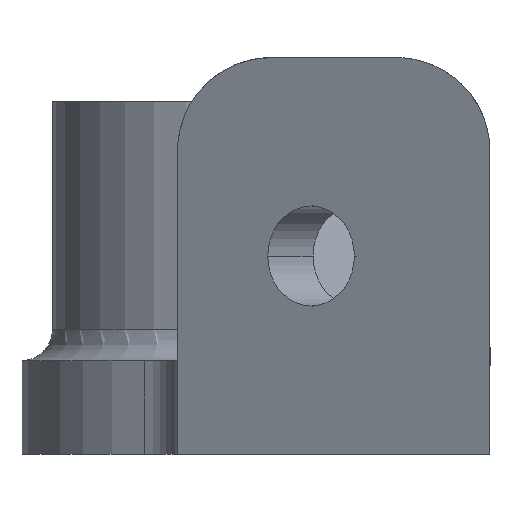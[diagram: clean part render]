
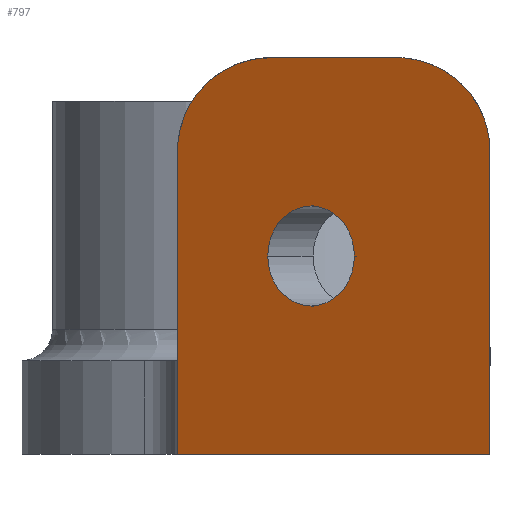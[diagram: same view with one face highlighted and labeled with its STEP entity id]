
A CAD part, left-side view. The second image highlights one B-rep face of the part: STEP entity #797.
In plain terms, the highlighted planar face has unit normal (-0.866, 0.5, 0).
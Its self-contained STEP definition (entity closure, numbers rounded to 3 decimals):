
#37 = ORIENTED_EDGE ( 'NONE', *, *, #954, .T. ) ;
#49 = DIRECTION ( 'NONE',  ( 0.5, 0.866, 0. ) ) ;
#59 = DIRECTION ( 'NONE',  ( 0.866, -0.5, 0. ) ) ;
#63 = CARTESIAN_POINT ( 'NONE',  ( -36.42, -63.081, 12.7 ) ) ;
#69 = CARTESIAN_POINT ( 'NONE',  ( -31.483, -54.531, 0. ) ) ;
#149 = FACE_BOUND ( 'NONE', #208, .T. ) ;
#187 = AXIS2_PLACEMENT_3D ( 'NONE', #572, #568, #566 ) ;
#208 = EDGE_LOOP ( 'NONE', ( #1127, #1182 ) ) ;
#219 = CARTESIAN_POINT ( 'NONE',  ( -43.03, -74.531, 6. ) ) ;
#246 = DIRECTION ( 'NONE',  ( 0., 0., -1. ) ) ;
#263 = CARTESIAN_POINT ( 'NONE',  ( -31.483, -54.531, 6. ) ) ;
#313 = LINE ( 'NONE', #263, #848 ) ;
#333 = DIRECTION ( 'NONE',  ( 0., 0., -1. ) ) ;
#337 = CARTESIAN_POINT ( 'NONE',  ( -34.947, -60.531, 25.4 ) ) ;
#351 = CIRCLE ( 'NONE', #187, 3.2 ) ;
#376 = DIRECTION ( 'NONE',  ( -0.5, -0.866, 0. ) ) ;
#410 = VERTEX_POINT ( 'NONE', #496 ) ;
#466 = LINE ( 'NONE', #1061, #1024 ) ;
#474 =( BOUNDED_CURVE ( )  B_SPLINE_CURVE ( 3, ( #706, #711, #671, #666 ),
 .UNSPECIFIED., .F., .F. ) 
 B_SPLINE_CURVE_WITH_KNOTS ( ( 4, 4 ),
 ( 3.142, 4.712 ),
 .UNSPECIFIED. ) 
 CURVE ( )  GEOMETRIC_REPRESENTATION_ITEM ( )  RATIONAL_B_SPLINE_CURVE ( ( 1., 0.805, 0.805, 1. ) ) 
 REPRESENTATION_ITEM ( '' )  );
#496 = CARTESIAN_POINT ( 'NONE',  ( -34.947, -60.531, 25.4 ) ) ;
#531 = VERTEX_POINT ( 'NONE', #1190 ) ;
#533 = VERTEX_POINT ( 'NONE', #1126 ) ;
#566 = DIRECTION ( 'NONE',  ( 0.5, 0.866, 0. ) ) ;
#568 = DIRECTION ( 'NONE',  ( 0.866, -0.5, 0. ) ) ;
#572 = CARTESIAN_POINT ( 'NONE',  ( -36.42, -63.081, 12.7 ) ) ;
#593 = LINE ( 'NONE', #219, #1155 ) ;
#666 = CARTESIAN_POINT ( 'NONE',  ( -39.566, -68.531, 25.4 ) ) ;
#671 = CARTESIAN_POINT ( 'NONE',  ( -41.595, -72.045, 25.4 ) ) ;
#698 = EDGE_CURVE ( 'NONE', #1006, #1020, #313, .T. ) ;
#706 = CARTESIAN_POINT ( 'NONE',  ( -43.03, -74.531, 19.4 ) ) ;
#711 = CARTESIAN_POINT ( 'NONE',  ( -43.03, -74.531, 22.915 ) ) ;
#731 = AXIS2_PLACEMENT_3D ( 'NONE', #63, #59, #49 ) ;
#753 = EDGE_LOOP ( 'NONE', ( #1199, #1251, #1273, #1354, #1463, #37 ) ) ;
#765 = CARTESIAN_POINT ( 'NONE',  ( -31.483, -54.531, 19.4 ) ) ;
#777 = FACE_OUTER_BOUND ( 'NONE', #753, .T. ) ;
#797 = ADVANCED_FACE ( 'NONE', ( #149, #777 ), #1238, .F. ) ;
#848 = VECTOR ( 'NONE', #333, 1000. ) ;
#855 = CARTESIAN_POINT ( 'NONE',  ( -31.483, -54.531, 0. ) ) ;
#858 = VERTEX_POINT ( 'NONE', #1322 ) ;
#866 = VECTOR ( 'NONE', #376, 1000. ) ;
#954 = EDGE_CURVE ( 'NONE', #1020, #1389, #1172, .T. ) ;
#1006 = VERTEX_POINT ( 'NONE', #765 ) ;
#1018 = CARTESIAN_POINT ( 'NONE',  ( -43.03, -74.531, 19.4 ) ) ;
#1020 = VERTEX_POINT ( 'NONE', #69 ) ;
#1024 = VECTOR ( 'NONE', #1107, 1000. ) ;
#1034 = EDGE_CURVE ( 'NONE', #410, #1006, #1164, .T. ) ;
#1048 = CARTESIAN_POINT ( 'NONE',  ( -43.03, -74.531, 0. ) ) ;
#1061 = CARTESIAN_POINT ( 'NONE',  ( -31.483, -54.531, 25.4 ) ) ;
#1107 = DIRECTION ( 'NONE',  ( -0.5, -0.866, 0. ) ) ;
#1126 = CARTESIAN_POINT ( 'NONE',  ( -39.566, -68.531, 25.4 ) ) ;
#1127 = ORIENTED_EDGE ( 'NONE', *, *, #1338, .T. ) ;
#1155 = VECTOR ( 'NONE', #246, 1000. ) ;
#1164 =( BOUNDED_CURVE ( )  B_SPLINE_CURVE ( 3, ( #337, #1445, #1430, #1423 ),
 .UNSPECIFIED., .F., .T. ) 
 B_SPLINE_CURVE_WITH_KNOTS ( ( 4, 4 ),
 ( 1.571, 3.142 ),
 .UNSPECIFIED. ) 
 CURVE ( )  GEOMETRIC_REPRESENTATION_ITEM ( )  RATIONAL_B_SPLINE_CURVE ( ( 1., 0.805, 0.805, 1. ) ) 
 REPRESENTATION_ITEM ( '' )  );
#1172 = LINE ( 'NONE', #855, #866 ) ;
#1182 = ORIENTED_EDGE ( 'NONE', *, *, #1290, .T. ) ;
#1190 = CARTESIAN_POINT ( 'NONE',  ( -38.02, -65.852, 12.7 ) ) ;
#1193 = EDGE_CURVE ( 'NONE', #410, #533, #466, .T. ) ;
#1198 = DIRECTION ( 'NONE',  ( 0.5, 0.866, 0. ) ) ;
#1199 = ORIENTED_EDGE ( 'NONE', *, *, #1332, .F. ) ;
#1206 = VERTEX_POINT ( 'NONE', #1018 ) ;
#1217 = DIRECTION ( 'NONE',  ( 0.866, -0.5, 0. ) ) ;
#1228 = CARTESIAN_POINT ( 'NONE',  ( -31.483, -54.531, 6. ) ) ;
#1238 = PLANE ( 'NONE',  #1461 ) ;
#1251 = ORIENTED_EDGE ( 'NONE', *, *, #1271, .T. ) ;
#1271 = EDGE_CURVE ( 'NONE', #1206, #533, #474, .T. ) ;
#1273 = ORIENTED_EDGE ( 'NONE', *, *, #1193, .F. ) ;
#1290 = EDGE_CURVE ( 'NONE', #531, #858, #351, .T. ) ;
#1322 = CARTESIAN_POINT ( 'NONE',  ( -34.82, -60.309, 12.7 ) ) ;
#1332 = EDGE_CURVE ( 'NONE', #1206, #1389, #593, .T. ) ;
#1338 = EDGE_CURVE ( 'NONE', #858, #531, #1436, .T. ) ;
#1354 = ORIENTED_EDGE ( 'NONE', *, *, #1034, .T. ) ;
#1389 = VERTEX_POINT ( 'NONE', #1048 ) ;
#1423 = CARTESIAN_POINT ( 'NONE',  ( -31.483, -54.531, 19.4 ) ) ;
#1430 = CARTESIAN_POINT ( 'NONE',  ( -31.483, -54.531, 22.915 ) ) ;
#1436 = CIRCLE ( 'NONE', #731, 3.2 ) ;
#1445 = CARTESIAN_POINT ( 'NONE',  ( -32.918, -57.016, 25.4 ) ) ;
#1461 = AXIS2_PLACEMENT_3D ( 'NONE', #1228, #1217, #1198 ) ;
#1463 = ORIENTED_EDGE ( 'NONE', *, *, #698, .T. ) ;
